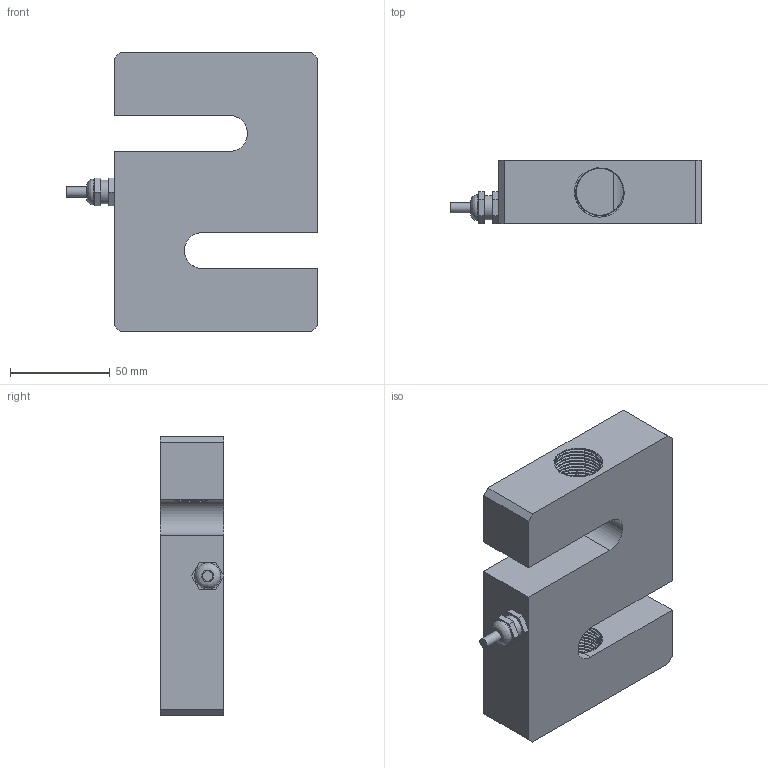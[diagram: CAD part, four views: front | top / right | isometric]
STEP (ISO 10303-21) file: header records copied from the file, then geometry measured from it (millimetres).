
FILE_DESCRIPTION(/* description */ (''),/* implementation_level */ '2;1');
FILE_NAME(/* name */ '101NSGS-15klb v1.step',/* time_stamp */ '2020-01-23T11:50:35-08:00',/* author */ (''),/* organization */ (''),/* preprocessor_version */ 'ST-DEVELOPER v18',/* originating_system */ 'Autodesk Translation Framework v8.12.0.6',/* authorisation */ '');
FILE_SCHEMA (('AUTOMOTIVE_DESIGN { 1 0 10303 214 3 1 1 }'));
Length unit declared in the file: millimetre
Products named in the file (2): 101NSGS-15klb; Connector v1
Assembly tree (1 placements, depth 2):
  101NSGS-15klb
    Connector v1
Bounding box: 125.53 x 31.83 x 139.7 mm (x, y, z)
Volume: 332265.8 mm3; surface area: 58500.2 mm2
Topology: 2 solids, 5 shells, 142 faces, 380 edges, 251 vertices
Faces by surface type: cylinder 93, plane 42, bspline 7
Full cylindrical faces by diameter (mm): 5.1 x1, 10 x1, 12 x1, 13 x1, 23.635 x36, 25.4 x34, 26.6 x1, 27.2 x2, 29.4 x2
Entity records: 12667 total; most frequent: CARTESIAN_POINT 9396, ORIENTED_EDGE 760, DIRECTION 512, EDGE_CURVE 380, VERTEX_POINT 251, B_SPLINE_CURVE_WITH_KNOTS 179, AXIS2_PLACEMENT_3D 173, LINE 166
